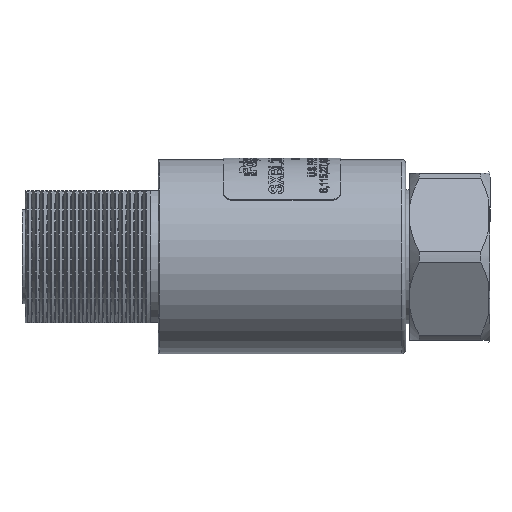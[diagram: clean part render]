
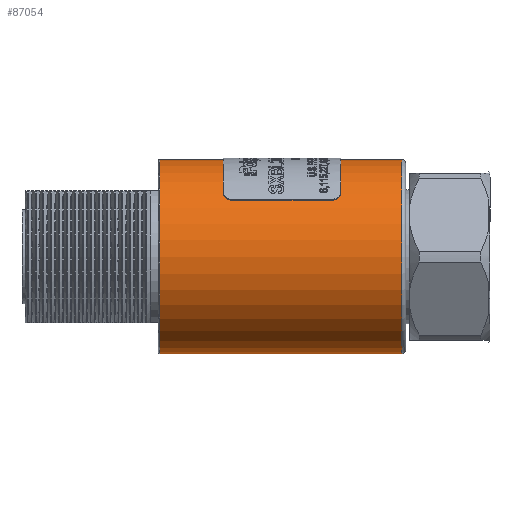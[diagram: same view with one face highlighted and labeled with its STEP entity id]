
A CAD part, front view. The second image highlights one B-rep face of the part: STEP entity #87054.
In plain terms, the highlighted cylindrical face has radius 18.415 mm (diameter 36.83 mm), a partial arc.
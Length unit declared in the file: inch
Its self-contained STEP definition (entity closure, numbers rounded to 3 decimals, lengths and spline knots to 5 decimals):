
#3885 = CYLINDRICAL_SURFACE ( 'NONE', #90618, 0.725 ) ;
#8958 = CIRCLE ( 'NONE', #21426, 0.725 ) ;
#10277 = EDGE_CURVE ( 'NONE', #27837, #31898, #8958, .T. ) ;
#11011 = DIRECTION ( 'NONE',  ( -1., 0., 0. ) ) ;
#13398 = CARTESIAN_POINT ( 'NONE',  ( -5.32634, 0., 0.725 ) ) ;
#17124 = CIRCLE ( 'NONE', #56158, 0.725 ) ;
#19249 = VERTEX_POINT ( 'NONE', #37831 ) ;
#21426 = AXIS2_PLACEMENT_3D ( 'NONE', #92211, #46133, #76023 ) ;
#25570 = VECTOR ( 'NONE', #94925, 39.37008 ) ;
#26320 = DIRECTION ( 'NONE',  ( 0., 0., 1. ) ) ;
#27837 = VERTEX_POINT ( 'NONE', #62327 ) ;
#31898 = VERTEX_POINT ( 'NONE', #37290 ) ;
#37290 = CARTESIAN_POINT ( 'NONE',  ( 2.0087, 0., 0.725 ) ) ;
#37831 = CARTESIAN_POINT ( 'NONE',  ( 0.1998, 0., 0.725 ) ) ;
#40835 = DIRECTION ( 'NONE',  ( 0., 0., 1. ) ) ;
#41543 = CARTESIAN_POINT ( 'NONE',  ( -5.32634, 0., 0. ) ) ;
#43722 = LINE ( 'NONE', #13398, #79083 ) ;
#44708 = ORIENTED_EDGE ( 'NONE', *, *, #66712, .F. ) ;
#45701 = ORIENTED_EDGE ( 'NONE', *, *, #10277, .T. ) ;
#46133 = DIRECTION ( 'NONE',  ( -1., 0., 0. ) ) ;
#48196 = CARTESIAN_POINT ( 'NONE',  ( 0.1998, 0., 0. ) ) ;
#53448 = VERTEX_POINT ( 'NONE', #66231 ) ;
#56158 = AXIS2_PLACEMENT_3D ( 'NONE', #48196, #11011, #40835 ) ;
#62327 = CARTESIAN_POINT ( 'NONE',  ( 2.0087, 0., -0.725 ) ) ;
#64074 = ORIENTED_EDGE ( 'NONE', *, *, #95323, .T. ) ;
#65282 = DIRECTION ( 'NONE',  ( -1., 0., 0. ) ) ;
#66231 = CARTESIAN_POINT ( 'NONE',  ( 0.1998, 0., -0.725 ) ) ;
#66712 = EDGE_CURVE ( 'NONE', #53448, #19249, #17124, .T. ) ;
#70911 = FACE_OUTER_BOUND ( 'NONE', #87930, .T. ) ;
#76023 = DIRECTION ( 'NONE',  ( 0., 0., 1. ) ) ;
#77512 = ORIENTED_EDGE ( 'NONE', *, *, #93115, .F. ) ;
#79083 = VECTOR ( 'NONE', #65282, 39.37008 ) ;
#79281 = DIRECTION ( 'NONE',  ( -1., 0., 0. ) ) ;
#81113 = CARTESIAN_POINT ( 'NONE',  ( -5.32634, 0., -0.725 ) ) ;
#87054 = ADVANCED_FACE ( 'NONE', ( #70911 ), #3885, .T. ) ;
#87930 = EDGE_LOOP ( 'NONE', ( #77512, #45701, #64074, #44708 ) ) ;
#88041 = LINE ( 'NONE', #81113, #25570 ) ;
#90618 = AXIS2_PLACEMENT_3D ( 'NONE', #41543, #79281, #26320 ) ;
#92211 = CARTESIAN_POINT ( 'NONE',  ( 2.0087, 0., 0. ) ) ;
#93115 = EDGE_CURVE ( 'NONE', #27837, #53448, #88041, .T. ) ;
#94925 = DIRECTION ( 'NONE',  ( -1., 0., 0. ) ) ;
#95323 = EDGE_CURVE ( 'NONE', #31898, #19249, #43722, .T. ) ;
